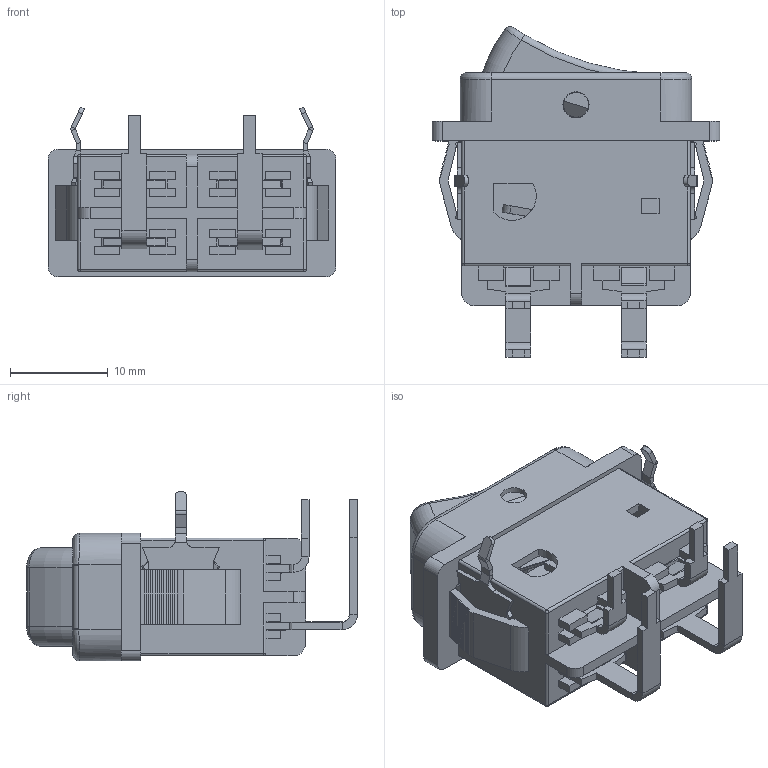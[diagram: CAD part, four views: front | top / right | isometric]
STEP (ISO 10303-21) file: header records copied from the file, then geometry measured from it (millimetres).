
FILE_DESCRIPTION((''),'2;1');
FILE_NAME('DF62J1XSXA_SW0001_PRT','2015-01-07T',('jtrepler'),(''),'PRO/ENGINEER BY PARAMETRIC TECHNOLOGY CORPORATION, 2011410','PRO/ENGINEER BY PARAMETRIC TECHNOLOGY CORPORATION, 2011410','');
FILE_SCHEMA(('AUTOMOTIVE_DESIGN_CC2 { 1 2 10303 214 -1 1 5 2 }'));
Length unit declared in the file: inch
Products named in the file (1): DF62J1XSXA_SW0001_PRT
Bounding box: 29.48 x 33.88 x 17.39 mm (x, y, z)
Volume: 3811.3 mm3; surface area: 7149.1 mm2
Topology: 1 solids, 3 shells, 915 faces, 2456 edges, 1522 vertices
Faces by surface type: plane 724, cylinder 145, bspline 36, torus 6, sphere 4
Entity records: 29715 total; most frequent: CARTESIAN_POINT 6883, ORIENTED_EDGE 4912, DIRECTION 4448, EDGE_CURVE 2456, VECTOR 2090, LINE 2090, VERTEX_POINT 1522, AXIS2_PLACEMENT_3D 1179
